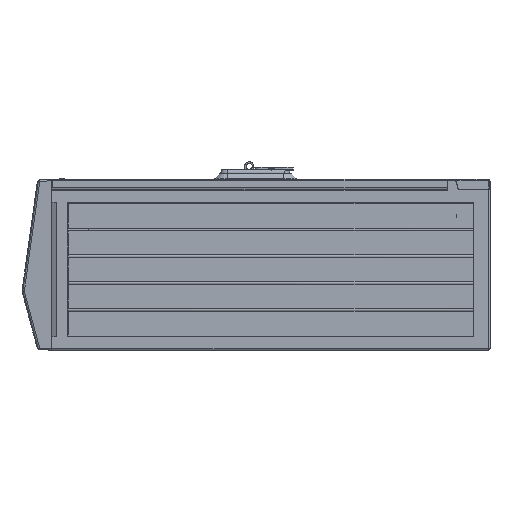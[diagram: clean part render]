
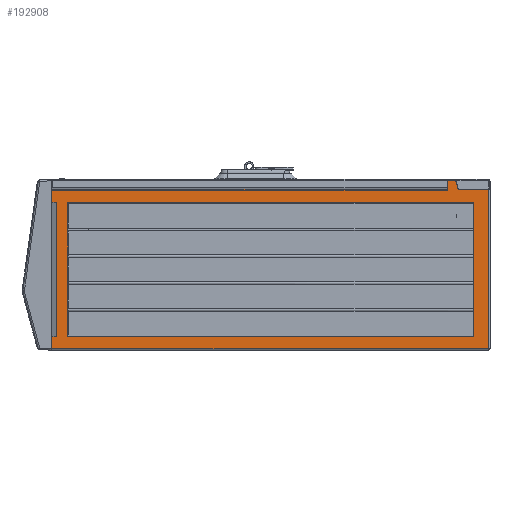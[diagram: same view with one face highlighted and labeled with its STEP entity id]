
A CAD part, left-side view. The second image highlights one B-rep face of the part: STEP entity #192908.
In plain terms, the highlighted planar face has unit normal (-1, 0, 0).
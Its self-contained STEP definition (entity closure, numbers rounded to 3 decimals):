
#177468=DIRECTION('',(0.,0.259,0.966));
#177469=VECTOR('',#177468,13.745);
#177470=CARTESIAN_POINT('',(-30.,60.639,143.724));
#177471=LINE('',#177470,#177469);
#177475=CARTESIAN_POINT('',(-30.,57.741,144.5));
#177476=DIRECTION('',(1.,0.,0.));
#177477=DIRECTION('',(0.,0.,-1.));
#177478=AXIS2_PLACEMENT_3D('',#177475,#177476,#177477);
#177483=DIRECTION('',(0.,0.,-1.));
#177484=VECTOR('',#177483,22.);
#177485=CARTESIAN_POINT('',(-30.,820.,-135.));
#177486=LINE('',#177485,#177484);
#177490=DIRECTION('',(0.,-1.,0.));
#177491=VECTOR('',#177490,8.66);
#177492=CARTESIAN_POINT('',(-30.,820.,116.5));
#177493=LINE('',#177492,#177491);
#177497=DIRECTION('',(0.,0.,-1.));
#177498=VECTOR('',#177497,25.);
#177499=CARTESIAN_POINT('',(-30.,820.,141.5));
#177500=LINE('',#177499,#177498);
#177504=DIRECTION('',(0.,1.,0.));
#177505=VECTOR('',#177504,740.);
#177506=CARTESIAN_POINT('',(-30.,80.,141.5));
#177507=LINE('',#177506,#177505);
#177541=DIRECTION('',(0.,-1.,0.));
#177542=VECTOR('',#177541,54.741);
#177543=CARTESIAN_POINT('',(-30.,57.741,141.5));
#177544=LINE('',#177543,#177542);
#177570=DIRECTION('',(0.,0.,-1.));
#177571=VECTOR('',#177570,298.5);
#177572=CARTESIAN_POINT('',(-30.,3.,141.5));
#177573=LINE('',#177572,#177571);
#177622=DIRECTION('',(0.,1.,0.));
#177623=VECTOR('',#177622,817.);
#177624=CARTESIAN_POINT('',(-30.,3.,-157.));
#177625=LINE('',#177624,#177623);
#177636=DIRECTION('',(0.,-1.,0.));
#177637=VECTOR('',#177636,15.804);
#177638=CARTESIAN_POINT('',(-30.,80.,157.));
#177639=LINE('',#177638,#177637);
#177679=DIRECTION('',(0.,0.,1.));
#177680=VECTOR('',#177679,15.5);
#177681=CARTESIAN_POINT('',(-30.,80.,141.5));
#177682=LINE('',#177681,#177680);
#177788=DIRECTION('',(0.,-1.,0.));
#177789=VECTOR('',#177788,8.66);
#177790=CARTESIAN_POINT('',(-30.,820.,-135.));
#177791=LINE('',#177790,#177789);
#177795=DIRECTION('',(0.,0.,1.));
#177796=VECTOR('',#177795,251.5);
#177797=CARTESIAN_POINT('',(-30.,811.34,-135.));
#177798=LINE('',#177797,#177796);
#185038=DIRECTION('',(0.,0.,1.));
#185039=VECTOR('',#185038,50.);
#185040=CARTESIAN_POINT('',(-30.,30.,15.75));
#185041=LINE('',#185040,#185039);
#185052=CARTESIAN_POINT('',(-30.,790.,65.75));
#185090=CARTESIAN_POINT('',(-30.,30.,65.75));
#185109=DIRECTION('',(0.,0.,-1.));
#185110=VECTOR('',#185109,50.);
#185111=CARTESIAN_POINT('',(-30.,790.,65.75));
#185112=LINE('',#185111,#185110);
#185161=CARTESIAN_POINT('',(-30.,30.,15.75));
#185180=DIRECTION('',(0.,0.,1.));
#185181=VECTOR('',#185180,50.);
#185182=CARTESIAN_POINT('',(-30.,30.,-34.25));
#185183=LINE('',#185182,#185181);
#185251=DIRECTION('',(0.,0.,1.));
#185252=VECTOR('',#185251,50.);
#185253=CARTESIAN_POINT('',(-30.,30.,-84.25));
#185254=LINE('',#185253,#185252);
#185265=CARTESIAN_POINT('',(-30.,790.,-84.25));
#185336=DIRECTION('',(0.,0.,-1.));
#185337=VECTOR('',#185336,50.75);
#185338=CARTESIAN_POINT('',(-30.,790.,-84.25));
#185339=LINE('',#185338,#185337);
#185343=DIRECTION('',(0.,-1.,0.));
#185344=VECTOR('',#185343,760.);
#185345=CARTESIAN_POINT('',(-30.,790.,-135.));
#185346=LINE('',#185345,#185344);
#185357=DIRECTION('',(0.,0.,1.));
#185358=VECTOR('',#185357,50.75);
#185359=CARTESIAN_POINT('',(-30.,30.,-135.));
#185360=LINE('',#185359,#185358);
#185364=DIRECTION('',(0.,0.,-1.));
#185365=VECTOR('',#185364,50.);
#185366=CARTESIAN_POINT('',(-30.,790.,-34.25));
#185367=LINE('',#185366,#185365);
#185371=DIRECTION('',(0.,0.,-1.));
#185372=VECTOR('',#185371,50.);
#185373=CARTESIAN_POINT('',(-30.,790.,15.75));
#185374=LINE('',#185373,#185372);
#185378=DIRECTION('',(0.,0.,-1.));
#185379=VECTOR('',#185378,50.75);
#185380=CARTESIAN_POINT('',(-30.,790.,116.5));
#185381=LINE('',#185380,#185379);
#185385=DIRECTION('',(0.,1.,0.));
#185386=VECTOR('',#185385,760.);
#185387=CARTESIAN_POINT('',(-30.,30.,116.5));
#185388=LINE('',#185387,#185386);
#185406=DIRECTION('',(0.,0.,1.));
#185407=VECTOR('',#185406,50.75);
#185408=CARTESIAN_POINT('',(-30.,30.,65.75));
#185409=LINE('',#185408,#185407);
#186150=CARTESIAN_POINT('',(-30.,3.,-157.));
#186152=VERTEX_POINT('',#186150);
#186168=VERTEX_POINT('',#185052);
#186321=CARTESIAN_POINT('',(-30.,80.,157.));
#186322=CARTESIAN_POINT('',(-30.,64.196,157.));
#186323=VERTEX_POINT('',#186321);
#186324=VERTEX_POINT('',#186322);
#186378=CARTESIAN_POINT('',(-30.,60.639,143.724));
#186380=VERTEX_POINT('',#186378);
#186461=CARTESIAN_POINT('',(-30.,820.,-135.));
#186462=CARTESIAN_POINT('',(-30.,820.,-157.));
#186463=VERTEX_POINT('',#186461);
#186464=VERTEX_POINT('',#186462);
#186478=VERTEX_POINT('',#185090);
#186587=CARTESIAN_POINT('',(-30.,30.,-135.));
#186589=VERTEX_POINT('',#186587);
#186693=CARTESIAN_POINT('',(-30.,811.34,-135.));
#186694=VERTEX_POINT('',#186693);
#186703=CARTESIAN_POINT('',(-30.,820.,116.5));
#186704=CARTESIAN_POINT('',(-30.,811.34,116.5));
#186705=VERTEX_POINT('',#186703);
#186706=VERTEX_POINT('',#186704);
#186879=CARTESIAN_POINT('',(-30.,30.,-84.25));
#186880=CARTESIAN_POINT('',(-30.,30.,-34.25));
#186881=VERTEX_POINT('',#186879);
#186882=VERTEX_POINT('',#186880);
#186992=VERTEX_POINT('',#185265);
#187095=CARTESIAN_POINT('',(-30.,790.,116.5));
#187097=VERTEX_POINT('',#187095);
#187171=CARTESIAN_POINT('',(-30.,820.,141.5));
#187172=VERTEX_POINT('',#187171);
#187308=CARTESIAN_POINT('',(-30.,57.741,141.5));
#187309=VERTEX_POINT('',#187308);
#187544=CARTESIAN_POINT('',(-30.,790.,-135.));
#187545=VERTEX_POINT('',#187544);
#187672=CARTESIAN_POINT('',(-30.,790.,15.75));
#187673=VERTEX_POINT('',#187672);
#187688=CARTESIAN_POINT('',(-30.,790.,-34.25));
#187689=VERTEX_POINT('',#187688);
#187808=CARTESIAN_POINT('',(-30.,30.,116.5));
#187809=VERTEX_POINT('',#187808);
#187904=CARTESIAN_POINT('',(-30.,80.,141.5));
#187905=VERTEX_POINT('',#187904);
#188060=VERTEX_POINT('',#185161);
#188113=CARTESIAN_POINT('',(-30.,3.,141.5));
#188114=VERTEX_POINT('',#188113);
#192852=CARTESIAN_POINT('',(-30.,0.,160.));
#192853=DIRECTION('',(-1.,0.,0.));
#192854=DIRECTION('',(0.,0.,-1.));
#192855=AXIS2_PLACEMENT_3D('',#192852,#192853,#192854);
#192856=PLANE('',#192855);
#192858=ORIENTED_EDGE('',*,*,#192857,.F.);
#192860=ORIENTED_EDGE('',*,*,#192859,.F.);
#192862=ORIENTED_EDGE('',*,*,#192861,.T.);
#192864=ORIENTED_EDGE('',*,*,#192863,.T.);
#192866=ORIENTED_EDGE('',*,*,#192865,.T.);
#192867=ORIENTED_EDGE('',*,*,#188389,.F.);
#192869=ORIENTED_EDGE('',*,*,#192868,.T.);
#192871=ORIENTED_EDGE('',*,*,#192870,.T.);
#192872=ORIENTED_EDGE('',*,*,#192838,.F.);
#192873=ORIENTED_EDGE('',*,*,#192820,.F.);
#192875=ORIENTED_EDGE('',*,*,#192874,.F.);
#192877=ORIENTED_EDGE('',*,*,#192876,.T.);
#192879=ORIENTED_EDGE('',*,*,#192878,.T.);
#192880=EDGE_LOOP('',(#192858,#192860,#192862,#192864,#192866,#192867,#192869,
#192871,#192872,#192873,#192875,#192877,#192879));
#192881=FACE_OUTER_BOUND('',#192880,.F.);
#192883=ORIENTED_EDGE('',*,*,#192882,.T.);
#192885=ORIENTED_EDGE('',*,*,#192884,.T.);
#192887=ORIENTED_EDGE('',*,*,#192886,.T.);
#192889=ORIENTED_EDGE('',*,*,#192888,.T.);
#192891=ORIENTED_EDGE('',*,*,#192890,.T.);
#192893=ORIENTED_EDGE('',*,*,#192892,.T.);
#192895=ORIENTED_EDGE('',*,*,#192894,.T.);
#192897=ORIENTED_EDGE('',*,*,#192896,.T.);
#192899=ORIENTED_EDGE('',*,*,#192898,.T.);
#192901=ORIENTED_EDGE('',*,*,#192900,.T.);
#192903=ORIENTED_EDGE('',*,*,#192902,.T.);
#192905=ORIENTED_EDGE('',*,*,#192904,.T.);
#192906=EDGE_LOOP('',(#192883,#192885,#192887,#192889,#192891,#192893,#192895,
#192897,#192899,#192901,#192903,#192905));
#192907=FACE_BOUND('',#192906,.F.);
#177479=CIRCLE('',#177478,3.);
#188389=EDGE_CURVE('',#186463,#186464,#177486,.T.);
#192820=EDGE_CURVE('',#187172,#186705,#177500,.T.);
#192838=EDGE_CURVE('',#186705,#186706,#177493,.T.);
#192857=EDGE_CURVE('',#186380,#186324,#177471,.T.);
#192859=EDGE_CURVE('',#187309,#186380,#177479,.T.);
#192861=EDGE_CURVE('',#187309,#188114,#177544,.T.);
#192863=EDGE_CURVE('',#188114,#186152,#177573,.T.);
#192865=EDGE_CURVE('',#186152,#186464,#177625,.T.);
#192868=EDGE_CURVE('',#186463,#186694,#177791,.T.);
#192870=EDGE_CURVE('',#186694,#186706,#177798,.T.);
#192874=EDGE_CURVE('',#187905,#187172,#177507,.T.);
#192876=EDGE_CURVE('',#187905,#186323,#177682,.T.);
#192878=EDGE_CURVE('',#186323,#186324,#177639,.T.);
#192882=EDGE_CURVE('',#188060,#186478,#185041,.T.);
#192884=EDGE_CURVE('',#186478,#187809,#185409,.T.);
#192886=EDGE_CURVE('',#187809,#187097,#185388,.T.);
#192888=EDGE_CURVE('',#187097,#186168,#185381,.T.);
#192890=EDGE_CURVE('',#186168,#187673,#185112,.T.);
#192892=EDGE_CURVE('',#187673,#187689,#185374,.T.);
#192894=EDGE_CURVE('',#187689,#186992,#185367,.T.);
#192896=EDGE_CURVE('',#186992,#187545,#185339,.T.);
#192898=EDGE_CURVE('',#187545,#186589,#185346,.T.);
#192900=EDGE_CURVE('',#186589,#186881,#185360,.T.);
#192902=EDGE_CURVE('',#186881,#186882,#185254,.T.);
#192904=EDGE_CURVE('',#186882,#188060,#185183,.T.);
#192908=ADVANCED_FACE('',(#192881,#192907),#192856,.T.);
